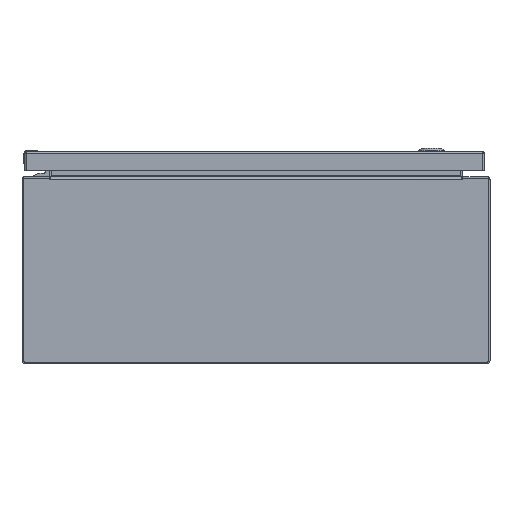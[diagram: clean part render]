
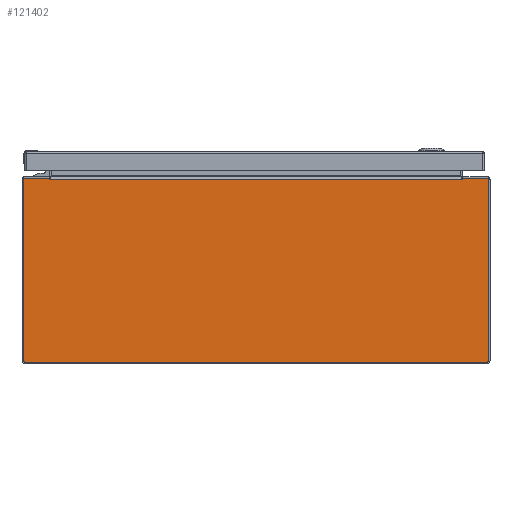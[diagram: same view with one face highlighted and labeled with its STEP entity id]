
A CAD part, front view. The second image highlights one B-rep face of the part: STEP entity #121402.
In plain terms, the highlighted planar face has unit normal (0, -1, 0).
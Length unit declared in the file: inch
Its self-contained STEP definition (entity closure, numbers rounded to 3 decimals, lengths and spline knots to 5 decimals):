
#783 = VECTOR ( 'NONE', #21150, 39.37008 ) ;
#1053 = DIRECTION ( 'NONE',  ( 0., 0., -1. ) ) ;
#2011 = EDGE_CURVE ( 'NONE', #128621, #102828, #108575, .T. ) ;
#3903 = VERTEX_POINT ( 'NONE', #50709 ) ;
#4043 = ORIENTED_EDGE ( 'NONE', *, *, #82042, .T. ) ;
#6028 = DIRECTION ( 'NONE',  ( -1., 0., 0. ) ) ;
#8058 = ORIENTED_EDGE ( 'NONE', *, *, #2011, .T. ) ;
#8233 = DIRECTION ( 'NONE',  ( -0.174, 0., -0.985 ) ) ;
#12625 = VERTEX_POINT ( 'NONE', #109393 ) ;
#13079 = CARTESIAN_POINT ( 'NONE',  ( 0., -12., 3.937 ) ) ;
#14455 = DIRECTION ( 'NONE',  ( 0., 0., -1. ) ) ;
#16890 = DIRECTION ( 'NONE',  ( 0.174, 0., -0.985 ) ) ;
#18197 = ORIENTED_EDGE ( 'NONE', *, *, #49492, .T. ) ;
#18504 = CARTESIAN_POINT ( 'NONE',  ( -9.937, -12., 0. ) ) ;
#19258 = ORIENTED_EDGE ( 'NONE', *, *, #40949, .F. ) ;
#19898 = EDGE_CURVE ( 'NONE', #27979, #159284, #115738, .T. ) ;
#20162 = CARTESIAN_POINT ( 'NONE',  ( 8.80578, -12., 3.883 ) ) ;
#21150 = DIRECTION ( 'NONE',  ( 0., 0., -1. ) ) ;
#25266 = CARTESIAN_POINT ( 'NONE',  ( 0., -12., 0. ) ) ;
#26164 = DIRECTION ( 'NONE',  ( 0., 0., -1. ) ) ;
#27006 = CARTESIAN_POINT ( 'NONE',  ( 9.857, -12., 3.857 ) ) ;
#27106 = VECTOR ( 'NONE', #137223, 39.37008 ) ;
#27979 = VERTEX_POINT ( 'NONE', #117425 ) ;
#30857 = EDGE_CURVE ( 'NONE', #117298, #105369, #173874, .T. ) ;
#33681 = EDGE_CURVE ( 'NONE', #72880, #27979, #86507, .T. ) ;
#35209 = CARTESIAN_POINT ( 'NONE',  ( -8.8136, -12., 3.883 ) ) ;
#37761 = DIRECTION ( 'NONE',  ( 0., -1., 0. ) ) ;
#38666 = FACE_OUTER_BOUND ( 'NONE', #140991, .T. ) ;
#40297 = DIRECTION ( 'NONE',  ( 0., -1., 0. ) ) ;
#40726 = DIRECTION ( 'NONE',  ( -1., 0., 0. ) ) ;
#40746 = CARTESIAN_POINT ( 'NONE',  ( -9.937, -12., -3.857 ) ) ;
#40949 = EDGE_CURVE ( 'NONE', #54198, #102828, #59787, .T. ) ;
#43016 = LINE ( 'NONE', #57272, #172516 ) ;
#43437 = DIRECTION ( 'NONE',  ( 0., 0., 1. ) ) ;
#44799 = CARTESIAN_POINT ( 'NONE',  ( -9.857, -12., -3.937 ) ) ;
#45139 = ORIENTED_EDGE ( 'NONE', *, *, #30857, .T. ) ;
#45142 = CARTESIAN_POINT ( 'NONE',  ( 9.937, -12., -3.857 ) ) ;
#46088 = LINE ( 'NONE', #87079, #89019 ) ;
#48710 = AXIS2_PLACEMENT_3D ( 'NONE', #57112, #122267, #1053 ) ;
#49492 = EDGE_CURVE ( 'NONE', #77928, #128621, #171649, .T. ) ;
#50709 = CARTESIAN_POINT ( 'NONE',  ( 9.857, -12., 3.937 ) ) ;
#51494 = EDGE_CURVE ( 'NONE', #105369, #149509, #46088, .T. ) ;
#52012 = LINE ( 'NONE', #152388, #162721 ) ;
#53165 = ORIENTED_EDGE ( 'NONE', *, *, #19898, .T. ) ;
#53170 = LINE ( 'NONE', #13079, #143348 ) ;
#54198 = VERTEX_POINT ( 'NONE', #35209 ) ;
#57112 = CARTESIAN_POINT ( 'NONE',  ( 9.857, -12., -3.857 ) ) ;
#57272 = CARTESIAN_POINT ( 'NONE',  ( 0., -12., 3.937 ) ) ;
#59787 = LINE ( 'NONE', #73986, #154405 ) ;
#65537 = CARTESIAN_POINT ( 'NONE',  ( 8.798, -12., 3.883 ) ) ;
#66157 = CARTESIAN_POINT ( 'NONE',  ( -9.857, -12., -3.857 ) ) ;
#66163 = CARTESIAN_POINT ( 'NONE',  ( 9.857, -12., -3.937 ) ) ;
#68830 = AXIS2_PLACEMENT_3D ( 'NONE', #27006, #110016, #80539 ) ;
#70320 = LINE ( 'NONE', #81952, #27106 ) ;
#71210 = AXIS2_PLACEMENT_3D ( 'NONE', #66157, #40297, #14455 ) ;
#72880 = VERTEX_POINT ( 'NONE', #120591 ) ;
#73986 = CARTESIAN_POINT ( 'NONE',  ( -8.80578, -12., 3.883 ) ) ;
#76926 = EDGE_CURVE ( 'NONE', #149509, #3903, #165641, .T. ) ;
#77613 = LINE ( 'NONE', #143696, #149880 ) ;
#77928 = VERTEX_POINT ( 'NONE', #113766 ) ;
#80539 = DIRECTION ( 'NONE',  ( 0., 0., -1. ) ) ;
#81952 = CARTESIAN_POINT ( 'NONE',  ( 0., -12., -3.937 ) ) ;
#82042 = EDGE_CURVE ( 'NONE', #139576, #77928, #77613, .T. ) ;
#86507 = CIRCLE ( 'NONE', #146183, 0.08 ) ;
#86908 = DIRECTION ( 'NONE',  ( 0., 0., -1. ) ) ;
#86919 = VECTOR ( 'NONE', #40726, 39.37008 ) ;
#87079 = CARTESIAN_POINT ( 'NONE',  ( 9.937, -12., 0. ) ) ;
#87777 = EDGE_CURVE ( 'NONE', #12625, #72880, #43016, .T. ) ;
#89019 = VECTOR ( 'NONE', #43437, 39.37008 ) ;
#96640 = CIRCLE ( 'NONE', #71210, 0.08 ) ;
#97043 = ORIENTED_EDGE ( 'NONE', *, *, #51494, .T. ) ;
#100303 = DIRECTION ( 'NONE',  ( -1., 0., 0. ) ) ;
#102828 = VERTEX_POINT ( 'NONE', #121719 ) ;
#105369 = VERTEX_POINT ( 'NONE', #45142 ) ;
#108575 = LINE ( 'NONE', #119268, #86919 ) ;
#109393 = CARTESIAN_POINT ( 'NONE',  ( -8.82312, -12., 3.937 ) ) ;
#110016 = DIRECTION ( 'NONE',  ( 0., -1., 0. ) ) ;
#112518 = DIRECTION ( 'NONE',  ( 1., 0., 0. ) ) ;
#113766 = CARTESIAN_POINT ( 'NONE',  ( 8.8136, -12., 3.883 ) ) ;
#115738 = LINE ( 'NONE', #18504, #783 ) ;
#116178 = ORIENTED_EDGE ( 'NONE', *, *, #87777, .T. ) ;
#117298 = VERTEX_POINT ( 'NONE', #66163 ) ;
#117425 = CARTESIAN_POINT ( 'NONE',  ( -9.937, -12., 3.857 ) ) ;
#118989 = PLANE ( 'NONE',  #133948 ) ;
#119268 = CARTESIAN_POINT ( 'NONE',  ( 0., -12., 3.883 ) ) ;
#120277 = CARTESIAN_POINT ( 'NONE',  ( 9.937, -12., 3.857 ) ) ;
#120591 = CARTESIAN_POINT ( 'NONE',  ( -9.857, -12., 3.937 ) ) ;
#121402 = ADVANCED_FACE ( 'NONE', ( #38666 ), #118989, .T. ) ;
#121719 = CARTESIAN_POINT ( 'NONE',  ( -8.798, -12., 3.883 ) ) ;
#122267 = DIRECTION ( 'NONE',  ( 0., -1., 0. ) ) ;
#122699 = ORIENTED_EDGE ( 'NONE', *, *, #133159, .F. ) ;
#127056 = VERTEX_POINT ( 'NONE', #44799 ) ;
#128621 = VERTEX_POINT ( 'NONE', #65537 ) ;
#129728 = CARTESIAN_POINT ( 'NONE',  ( 8.82312, -12., 3.937 ) ) ;
#130516 = DIRECTION ( 'NONE',  ( 0., -1., 0. ) ) ;
#133159 = EDGE_CURVE ( 'NONE', #12625, #54198, #52012, .T. ) ;
#133948 = AXIS2_PLACEMENT_3D ( 'NONE', #25266, #37761, #26164 ) ;
#134271 = EDGE_CURVE ( 'NONE', #3903, #139576, #53170, .T. ) ;
#137223 = DIRECTION ( 'NONE',  ( 1., 0., 0. ) ) ;
#139576 = VERTEX_POINT ( 'NONE', #129728 ) ;
#140991 = EDGE_LOOP ( 'NONE', ( #116178, #163266, #53165, #155179, #173970, #45139, #97043, #157013, #159619, #4043, #18197, #8058, #19258, #122699 ) ) ;
#143059 = CARTESIAN_POINT ( 'NONE',  ( -9.857, -12., 3.857 ) ) ;
#143348 = VECTOR ( 'NONE', #100303, 39.37008 ) ;
#143696 = CARTESIAN_POINT ( 'NONE',  ( 8.81836, -12., 3.91 ) ) ;
#146183 = AXIS2_PLACEMENT_3D ( 'NONE', #143059, #130516, #86908 ) ;
#148086 = VECTOR ( 'NONE', #6028, 39.37008 ) ;
#149509 = VERTEX_POINT ( 'NONE', #120277 ) ;
#149850 = EDGE_CURVE ( 'NONE', #127056, #117298, #70320, .T. ) ;
#149880 = VECTOR ( 'NONE', #8233, 39.37008 ) ;
#151750 = DIRECTION ( 'NONE',  ( -1., 0., 0. ) ) ;
#152388 = CARTESIAN_POINT ( 'NONE',  ( -8.81836, -12., 3.91 ) ) ;
#154405 = VECTOR ( 'NONE', #112518, 39.37008 ) ;
#155179 = ORIENTED_EDGE ( 'NONE', *, *, #168783, .T. ) ;
#157013 = ORIENTED_EDGE ( 'NONE', *, *, #76926, .T. ) ;
#159284 = VERTEX_POINT ( 'NONE', #40746 ) ;
#159619 = ORIENTED_EDGE ( 'NONE', *, *, #134271, .T. ) ;
#162721 = VECTOR ( 'NONE', #16890, 39.37008 ) ;
#163266 = ORIENTED_EDGE ( 'NONE', *, *, #33681, .T. ) ;
#165641 = CIRCLE ( 'NONE', #68830, 0.08 ) ;
#168783 = EDGE_CURVE ( 'NONE', #159284, #127056, #96640, .T. ) ;
#171649 = LINE ( 'NONE', #20162, #148086 ) ;
#172516 = VECTOR ( 'NONE', #151750, 39.37008 ) ;
#173874 = CIRCLE ( 'NONE', #48710, 0.08 ) ;
#173970 = ORIENTED_EDGE ( 'NONE', *, *, #149850, .T. ) ;
